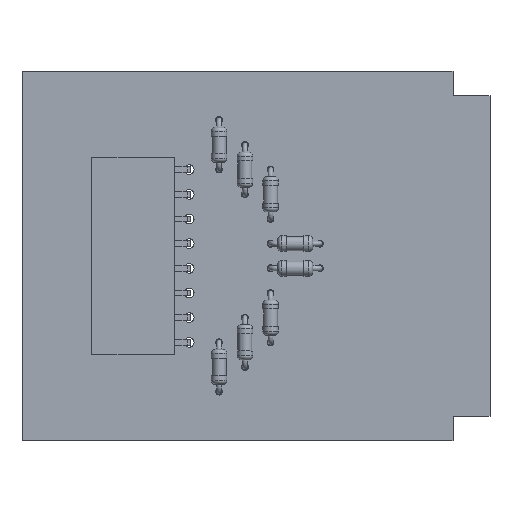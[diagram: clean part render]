
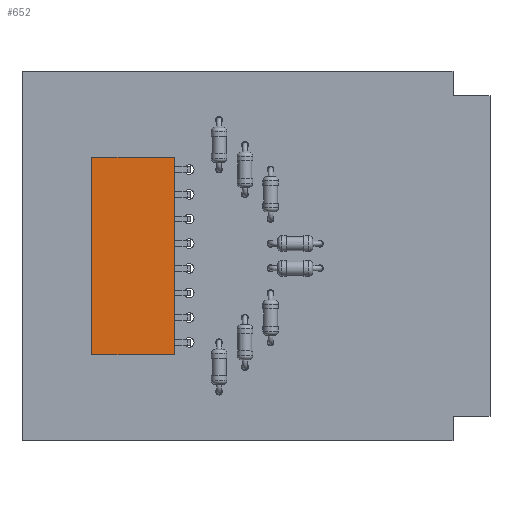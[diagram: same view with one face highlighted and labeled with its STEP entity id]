
A CAD part, top view. The second image highlights one B-rep face of the part: STEP entity #652.
In plain terms, the highlighted planar face has unit normal (0, 0, 1).
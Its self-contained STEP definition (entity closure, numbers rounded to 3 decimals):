
#652 = ADVANCED_FACE('',(#653),#687,.F.);
#653 = FACE_BOUND('',#654,.F.);
#654 = EDGE_LOOP('',(#655,#665,#673,#681));
#655 = ORIENTED_EDGE('',*,*,#656,.T.);
#656 = EDGE_CURVE('',#657,#659,#661,.T.);
#657 = VERTEX_POINT('',#658);
#658 = CARTESIAN_POINT('',(-1.52,-19.05,2.54));
#659 = VERTEX_POINT('',#660);
#660 = CARTESIAN_POINT('',(-10.03,-19.05,2.54));
#661 = LINE('',#662,#663);
#662 = CARTESIAN_POINT('',(-1.52,-19.05,2.54));
#663 = VECTOR('',#664,1.);
#664 = DIRECTION('',(-1.,0.,0.));
#665 = ORIENTED_EDGE('',*,*,#666,.T.);
#666 = EDGE_CURVE('',#659,#667,#669,.T.);
#667 = VERTEX_POINT('',#668);
#668 = CARTESIAN_POINT('',(-10.03,1.27,2.54));
#669 = LINE('',#670,#671);
#670 = CARTESIAN_POINT('',(-10.03,-19.05,2.54));
#671 = VECTOR('',#672,1.);
#672 = DIRECTION('',(0.,1.,0.));
#673 = ORIENTED_EDGE('',*,*,#674,.F.);
#674 = EDGE_CURVE('',#675,#667,#677,.T.);
#675 = VERTEX_POINT('',#676);
#676 = CARTESIAN_POINT('',(-1.52,1.27,2.54));
#677 = LINE('',#678,#679);
#678 = CARTESIAN_POINT('',(-1.52,1.27,2.54));
#679 = VECTOR('',#680,1.);
#680 = DIRECTION('',(-1.,0.,0.));
#681 = ORIENTED_EDGE('',*,*,#682,.F.);
#682 = EDGE_CURVE('',#657,#675,#683,.T.);
#683 = LINE('',#684,#685);
#684 = CARTESIAN_POINT('',(-1.52,-19.05,2.54));
#685 = VECTOR('',#686,1.);
#686 = DIRECTION('',(0.,1.,0.));
#687 = PLANE('',#688);
#688 = AXIS2_PLACEMENT_3D('',#689,#690,#691);
#689 = CARTESIAN_POINT('',(-1.52,-19.05,2.54));
#690 = DIRECTION('',(0.,0.,-1.));
#691 = DIRECTION('',(0.,1.,0.));
